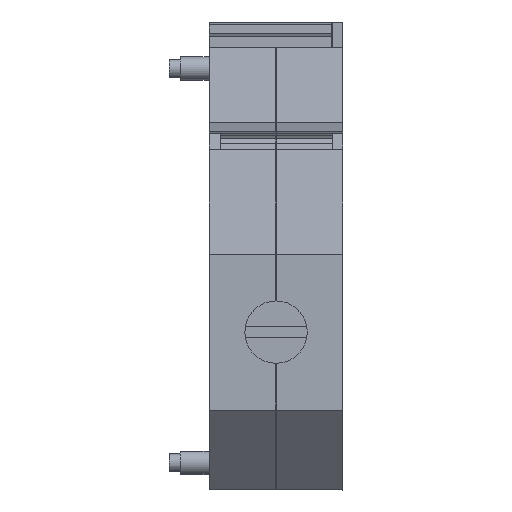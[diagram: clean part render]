
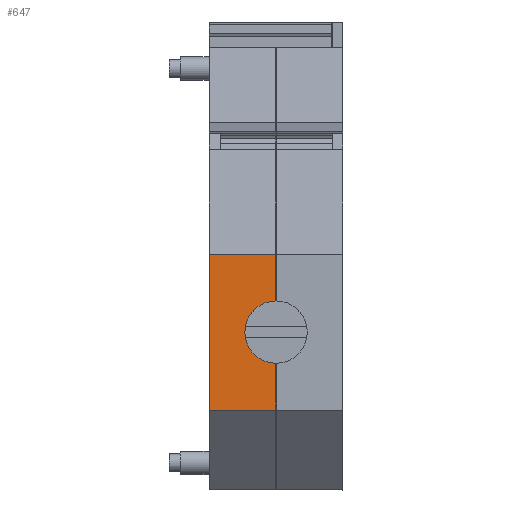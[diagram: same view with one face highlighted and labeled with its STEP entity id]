
A CAD part, top view. The second image highlights one B-rep face of the part: STEP entity #647.
In plain terms, the highlighted planar face has unit normal (0, 0, 1).
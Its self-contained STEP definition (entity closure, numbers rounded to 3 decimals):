
#595=AXIS2_PLACEMENT_3D('Plane Axis2P3D',#592,#593,#594) ;
#620=AXIS2_PLACEMENT_3D('Circle Axis2P3D',#618,#619,$) ;
#77=CARTESIAN_POINT('Vertex',(3.6,7.1,68.6)) ;
#80=CARTESIAN_POINT('Line Origine',(3.6,14.1,68.6)) ;
#84=CARTESIAN_POINT('Vertex',(3.6,21.1,68.6)) ;
#572=CARTESIAN_POINT('Line Origine',(6.575,7.1,68.6)) ;
#576=CARTESIAN_POINT('Vertex',(9.55,7.1,68.6)) ;
#592=CARTESIAN_POINT('Axis2P3D Location',(3.6,21.1,68.6)) ;
#597=CARTESIAN_POINT('Line Origine',(6.575,21.1,68.6)) ;
#601=CARTESIAN_POINT('Vertex',(9.55,21.1,68.6)) ;
#604=CARTESIAN_POINT('Line Origine',(9.55,8.75,68.6)) ;
#608=CARTESIAN_POINT('Vertex',(9.55,10.4,68.6)) ;
#611=CARTESIAN_POINT('Line Origine',(9.55,10.85,68.6)) ;
#615=CARTESIAN_POINT('Vertex',(9.55,11.3,68.6)) ;
#618=CARTESIAN_POINT('Axis2P3D Location',(9.6,14.1,68.6)) ;
#622=CARTESIAN_POINT('Vertex',(9.55,16.9,68.6)) ;
#625=CARTESIAN_POINT('Line Origine',(9.55,17.35,68.6)) ;
#629=CARTESIAN_POINT('Vertex',(9.55,17.8,68.6)) ;
#632=CARTESIAN_POINT('Line Origine',(9.55,19.45,68.6)) ;
#81=DIRECTION('Vector Direction',(0.,-1.,0.)) ;
#573=DIRECTION('Vector Direction',(1.,0.,0.)) ;
#593=DIRECTION('Axis2P3D Direction',(0.,0.,1.)) ;
#594=DIRECTION('Axis2P3D XDirection',(0.,-1.,0.)) ;
#598=DIRECTION('Vector Direction',(1.,0.,0.)) ;
#605=DIRECTION('Vector Direction',(0.,1.,0.)) ;
#612=DIRECTION('Vector Direction',(0.,1.,0.)) ;
#619=DIRECTION('Axis2P3D Direction',(0.,0.,1.)) ;
#626=DIRECTION('Vector Direction',(0.,1.,0.)) ;
#633=DIRECTION('Vector Direction',(0.,1.,0.)) ;
#82=VECTOR('Line Direction',#81,1.) ;
#574=VECTOR('Line Direction',#573,1.) ;
#599=VECTOR('Line Direction',#598,1.) ;
#606=VECTOR('Line Direction',#605,1.) ;
#613=VECTOR('Line Direction',#612,1.) ;
#627=VECTOR('Line Direction',#626,1.) ;
#634=VECTOR('Line Direction',#633,1.) ;
#638=ORIENTED_EDGE('',*,*,#603,.F.) ;
#639=ORIENTED_EDGE('',*,*,#86,.T.) ;
#640=ORIENTED_EDGE('',*,*,#578,.T.) ;
#641=ORIENTED_EDGE('',*,*,#610,.F.) ;
#642=ORIENTED_EDGE('',*,*,#617,.T.) ;
#643=ORIENTED_EDGE('',*,*,#624,.F.) ;
#644=ORIENTED_EDGE('',*,*,#631,.T.) ;
#645=ORIENTED_EDGE('',*,*,#636,.F.) ;
#647=ADVANCED_FACE('SECONDARY',(#646),#596,.T.) ;
#621=CIRCLE('generated circle',#620,2.8) ;
#86=EDGE_CURVE('',#85,#78,#83,.T.) ;
#578=EDGE_CURVE('',#78,#577,#575,.T.) ;
#603=EDGE_CURVE('',#85,#602,#600,.T.) ;
#610=EDGE_CURVE('',#609,#577,#607,.F.) ;
#617=EDGE_CURVE('',#609,#616,#614,.T.) ;
#624=EDGE_CURVE('',#623,#616,#621,.T.) ;
#631=EDGE_CURVE('',#623,#630,#628,.T.) ;
#636=EDGE_CURVE('',#602,#630,#635,.F.) ;
#637=EDGE_LOOP('',(#638,#639,#640,#641,#642,#643,#644,#645)) ;
#646=FACE_OUTER_BOUND('',#637,.T.) ;
#83=LINE('Line',#80,#82) ;
#575=LINE('Line',#572,#574) ;
#600=LINE('Line',#597,#599) ;
#607=LINE('Line',#604,#606) ;
#614=LINE('Line',#611,#613) ;
#628=LINE('Line',#625,#627) ;
#635=LINE('Line',#632,#634) ;
#596=PLANE('',#595) ;
#78=VERTEX_POINT('',#77) ;
#85=VERTEX_POINT('',#84) ;
#577=VERTEX_POINT('',#576) ;
#602=VERTEX_POINT('',#601) ;
#609=VERTEX_POINT('',#608) ;
#616=VERTEX_POINT('',#615) ;
#623=VERTEX_POINT('',#622) ;
#630=VERTEX_POINT('',#629) ;
